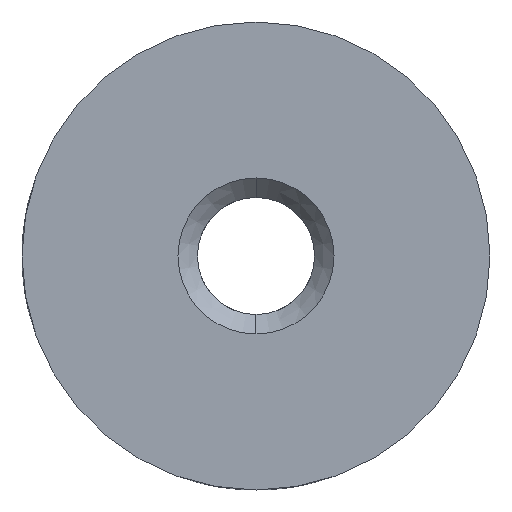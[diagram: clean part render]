
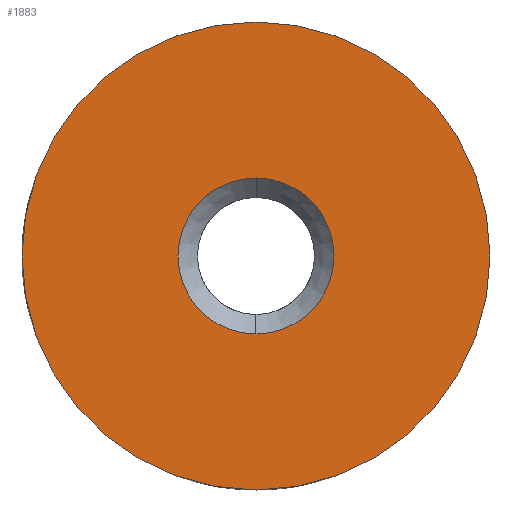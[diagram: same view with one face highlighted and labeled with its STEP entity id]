
A CAD part, left-side view. The second image highlights one B-rep face of the part: STEP entity #1883.
In plain terms, the highlighted planar face has unit normal (-1, 0, 0).
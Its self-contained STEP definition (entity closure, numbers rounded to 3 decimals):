
#37 = ORIENTED_EDGE ( 'NONE', *, *, #838, .T. ) ;
#81 = EDGE_LOOP ( 'NONE', ( #207, #430 ) ) ;
#131 = VERTEX_POINT ( 'NONE', #1178 ) ;
#171 = AXIS2_PLACEMENT_3D ( 'NONE', #1169, #3458, #466 ) ;
#207 = ORIENTED_EDGE ( 'NONE', *, *, #562, .T. ) ;
#308 = AXIS2_PLACEMENT_3D ( 'NONE', #849, #1091, #3528 ) ;
#430 = ORIENTED_EDGE ( 'NONE', *, *, #2126, .T. ) ;
#466 = DIRECTION ( 'NONE',  ( 0., 0., 1. ) ) ;
#479 = DIRECTION ( 'NONE',  ( 1., 0., 0. ) ) ;
#562 = EDGE_CURVE ( 'NONE', #2403, #833, #3251, .T. ) ;
#693 = VERTEX_POINT ( 'NONE', #1898 ) ;
#710 = CIRCLE ( 'NONE', #171, 6. ) ;
#833 = VERTEX_POINT ( 'NONE', #2549 ) ;
#838 = EDGE_CURVE ( 'NONE', #131, #693, #710, .T. ) ;
#849 = CARTESIAN_POINT ( 'NONE',  ( -4., 0., 0. ) ) ;
#974 = FACE_BOUND ( 'NONE', #81, .T. ) ;
#1091 = DIRECTION ( 'NONE',  ( 1., 0., 0. ) ) ;
#1169 = CARTESIAN_POINT ( 'NONE',  ( -4., 0., 0. ) ) ;
#1178 = CARTESIAN_POINT ( 'NONE',  ( -4., 0., 6. ) ) ;
#1298 = CIRCLE ( 'NONE', #308, 2. ) ;
#1417 = CARTESIAN_POINT ( 'NONE',  ( -4., 0., 2. ) ) ;
#1543 = DIRECTION ( 'NONE',  ( 0., 0., 1. ) ) ;
#1552 = AXIS2_PLACEMENT_3D ( 'NONE', #2388, #479, #1543 ) ;
#1718 = DIRECTION ( 'NONE',  ( -1., 0., 0. ) ) ;
#1754 = DIRECTION ( 'NONE',  ( -1., 0., 0. ) ) ;
#1791 = CARTESIAN_POINT ( 'NONE',  ( -4., 0., 0. ) ) ;
#1808 = EDGE_LOOP ( 'NONE', ( #37, #1972 ) ) ;
#1883 = ADVANCED_FACE ( 'NONE', ( #974, #3323 ), #2307, .T. ) ;
#1898 = CARTESIAN_POINT ( 'NONE',  ( -4., 0., -6. ) ) ;
#1972 = ORIENTED_EDGE ( 'NONE', *, *, #2645, .T. ) ;
#2030 = DIRECTION ( 'NONE',  ( 0., 0., 1. ) ) ;
#2126 = EDGE_CURVE ( 'NONE', #833, #2403, #1298, .T. ) ;
#2162 = CIRCLE ( 'NONE', #2213, 6. ) ;
#2213 = AXIS2_PLACEMENT_3D ( 'NONE', #3099, #1718, #2533 ) ;
#2307 = PLANE ( 'NONE',  #3618 ) ;
#2388 = CARTESIAN_POINT ( 'NONE',  ( -4., 0., 0. ) ) ;
#2403 = VERTEX_POINT ( 'NONE', #1417 ) ;
#2533 = DIRECTION ( 'NONE',  ( 0., 0., 1. ) ) ;
#2549 = CARTESIAN_POINT ( 'NONE',  ( -4., 0., -2. ) ) ;
#2645 = EDGE_CURVE ( 'NONE', #693, #131, #2162, .T. ) ;
#3099 = CARTESIAN_POINT ( 'NONE',  ( -4., 0., 0. ) ) ;
#3251 = CIRCLE ( 'NONE', #1552, 2. ) ;
#3323 = FACE_OUTER_BOUND ( 'NONE', #1808, .T. ) ;
#3458 = DIRECTION ( 'NONE',  ( -1., 0., 0. ) ) ;
#3528 = DIRECTION ( 'NONE',  ( 0., 0., 1. ) ) ;
#3618 = AXIS2_PLACEMENT_3D ( 'NONE', #1791, #1754, #2030 ) ;
